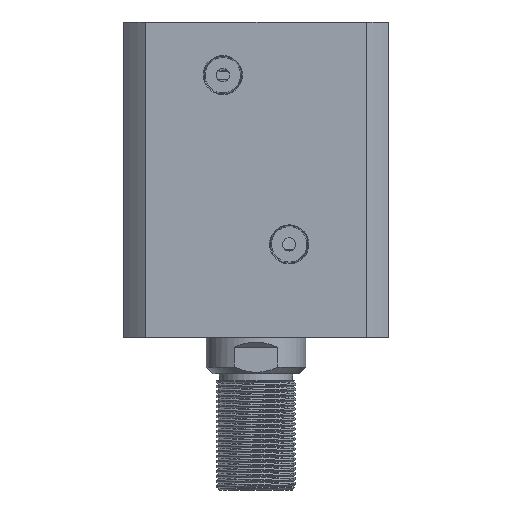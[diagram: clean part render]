
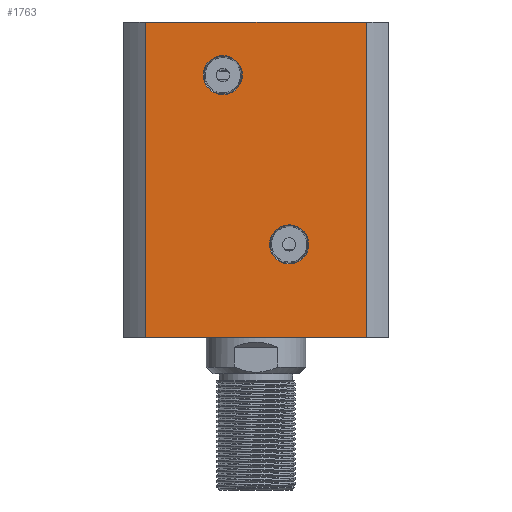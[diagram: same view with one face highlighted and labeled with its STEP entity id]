
A CAD part, left-side view. The second image highlights one B-rep face of the part: STEP entity #1763.
In plain terms, the highlighted planar face has unit normal (-1, 0, 0).
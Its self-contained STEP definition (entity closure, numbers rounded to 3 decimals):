
#640 = AXIS2_PLACEMENT_3D ( 'NONE', #1137, #10561, #21290 ) ;
#704 = CARTESIAN_POINT ( 'NONE',  ( -40., 33.226, -47.5 ) ) ;
#992 = DIRECTION ( 'NONE',  ( 0., 0., -1. ) ) ;
#1124 = DIRECTION ( 'NONE',  ( -1., 0., 0. ) ) ;
#1137 = CARTESIAN_POINT ( 'NONE',  ( -40., 10., 31.5 ) ) ;
#1224 = CARTESIAN_POINT ( 'NONE',  ( -40., 33.226, 47.5 ) ) ;
#1257 = DIRECTION ( 'NONE',  ( -1., 0., 0. ) ) ;
#1662 = EDGE_CURVE ( 'NONE', #18077, #4436, #14511, .T. ) ;
#1763 = ADVANCED_FACE ( 'NONE', ( #6747, #12477, #18238 ), #23200, .F. ) ;
#3213 = CARTESIAN_POINT ( 'NONE',  ( -40., 10., 31.5 ) ) ;
#3513 = EDGE_CURVE ( 'NONE', #18077, #21684, #14292, .T. ) ;
#3516 = DIRECTION ( 'NONE',  ( 0., 0., -1. ) ) ;
#3658 = ORIENTED_EDGE ( 'NONE', *, *, #12238, .F. ) ;
#3911 = VECTOR ( 'NONE', #9977, 1000. ) ;
#3939 = VECTOR ( 'NONE', #23305, 1000. ) ;
#3962 = DIRECTION ( 'NONE',  ( 0., 0., 1. ) ) ;
#4410 = VERTEX_POINT ( 'NONE', #18408 ) ;
#4436 = VERTEX_POINT ( 'NONE', #9575 ) ;
#4550 = EDGE_CURVE ( 'NONE', #13214, #11090, #9069, .T. ) ;
#4822 = DIRECTION ( 'NONE',  ( 0., 0., 1. ) ) ;
#4904 = EDGE_CURVE ( 'NONE', #21684, #22197, #8500, .T. ) ;
#5467 = AXIS2_PLACEMENT_3D ( 'NONE', #20496, #16577, #3962 ) ;
#5901 = CARTESIAN_POINT ( 'NONE',  ( -40., 33.226, -47.5 ) ) ;
#6130 = CIRCLE ( 'NONE', #5467, 5.885 ) ;
#6341 = CARTESIAN_POINT ( 'NONE',  ( -40., -10., -25.385 ) ) ;
#6668 = CARTESIAN_POINT ( 'NONE',  ( -40., 33.226, 47.5 ) ) ;
#6747 = FACE_BOUND ( 'NONE', #14620, .T. ) ;
#6823 = ORIENTED_EDGE ( 'NONE', *, *, #1662, .F. ) ;
#8500 = LINE ( 'NONE', #704, #3911 ) ;
#9069 = CIRCLE ( 'NONE', #17789, 5.885 ) ;
#9244 = CARTESIAN_POINT ( 'NONE',  ( -40., 10., 25.615 ) ) ;
#9575 = CARTESIAN_POINT ( 'NONE',  ( -40., -33.226, 47.5 ) ) ;
#9820 = VERTEX_POINT ( 'NONE', #6341 ) ;
#9842 = CIRCLE ( 'NONE', #19116, 5.885 ) ;
#9977 = DIRECTION ( 'NONE',  ( 0., -1., 0. ) ) ;
#10561 = DIRECTION ( 'NONE',  ( -1., 0., 0. ) ) ;
#10658 = CARTESIAN_POINT ( 'NONE',  ( -40., 33.226, 47.5 ) ) ;
#10881 = EDGE_CURVE ( 'NONE', #4436, #22197, #11037, .T. ) ;
#11037 = LINE ( 'NONE', #14534, #15918 ) ;
#11090 = VERTEX_POINT ( 'NONE', #20575 ) ;
#12238 = EDGE_CURVE ( 'NONE', #4410, #9820, #9842, .T. ) ;
#12477 = FACE_BOUND ( 'NONE', #15495, .T. ) ;
#13214 = VERTEX_POINT ( 'NONE', #9244 ) ;
#13929 = VECTOR ( 'NONE', #20018, 1000. ) ;
#14021 = DIRECTION ( 'NONE',  ( 1., 0., 0. ) ) ;
#14104 = EDGE_CURVE ( 'NONE', #11090, #13214, #23823, .T. ) ;
#14239 = ORIENTED_EDGE ( 'NONE', *, *, #20074, .F. ) ;
#14292 = LINE ( 'NONE', #6668, #3939 ) ;
#14511 = LINE ( 'NONE', #14731, #13929 ) ;
#14534 = CARTESIAN_POINT ( 'NONE',  ( -40., -33.226, 47.5 ) ) ;
#14620 = EDGE_LOOP ( 'NONE', ( #3658, #14239 ) ) ;
#14731 = CARTESIAN_POINT ( 'NONE',  ( -40., 33.226, 47.5 ) ) ;
#15451 = ORIENTED_EDGE ( 'NONE', *, *, #4904, .T. ) ;
#15495 = EDGE_LOOP ( 'NONE', ( #23979, #16265 ) ) ;
#15517 = ORIENTED_EDGE ( 'NONE', *, *, #10881, .F. ) ;
#15918 = VECTOR ( 'NONE', #3516, 1000. ) ;
#16265 = ORIENTED_EDGE ( 'NONE', *, *, #4550, .F. ) ;
#16577 = DIRECTION ( 'NONE',  ( -1., 0., 0. ) ) ;
#17789 = AXIS2_PLACEMENT_3D ( 'NONE', #3213, #1124, #19825 ) ;
#18077 = VERTEX_POINT ( 'NONE', #10658 ) ;
#18238 = FACE_OUTER_BOUND ( 'NONE', #21630, .T. ) ;
#18408 = CARTESIAN_POINT ( 'NONE',  ( -40., -10., -13.615 ) ) ;
#18957 = ORIENTED_EDGE ( 'NONE', *, *, #3513, .T. ) ;
#19116 = AXIS2_PLACEMENT_3D ( 'NONE', #21501, #1257, #4822 ) ;
#19825 = DIRECTION ( 'NONE',  ( 0., 0., 1. ) ) ;
#20018 = DIRECTION ( 'NONE',  ( 0., -1., 0. ) ) ;
#20074 = EDGE_CURVE ( 'NONE', #9820, #4410, #6130, .T. ) ;
#20439 = CARTESIAN_POINT ( 'NONE',  ( -40., -33.226, -47.5 ) ) ;
#20496 = CARTESIAN_POINT ( 'NONE',  ( -40., -10., -19.5 ) ) ;
#20575 = CARTESIAN_POINT ( 'NONE',  ( -40., 10., 37.385 ) ) ;
#21290 = DIRECTION ( 'NONE',  ( 0., 0., 1. ) ) ;
#21501 = CARTESIAN_POINT ( 'NONE',  ( -40., -10., -19.5 ) ) ;
#21630 = EDGE_LOOP ( 'NONE', ( #15451, #15517, #6823, #18957 ) ) ;
#21684 = VERTEX_POINT ( 'NONE', #5901 ) ;
#22197 = VERTEX_POINT ( 'NONE', #20439 ) ;
#23193 = AXIS2_PLACEMENT_3D ( 'NONE', #1224, #14021, #992 ) ;
#23200 = PLANE ( 'NONE',  #23193 ) ;
#23305 = DIRECTION ( 'NONE',  ( 0., 0., -1. ) ) ;
#23823 = CIRCLE ( 'NONE', #640, 5.885 ) ;
#23979 = ORIENTED_EDGE ( 'NONE', *, *, #14104, .F. ) ;
